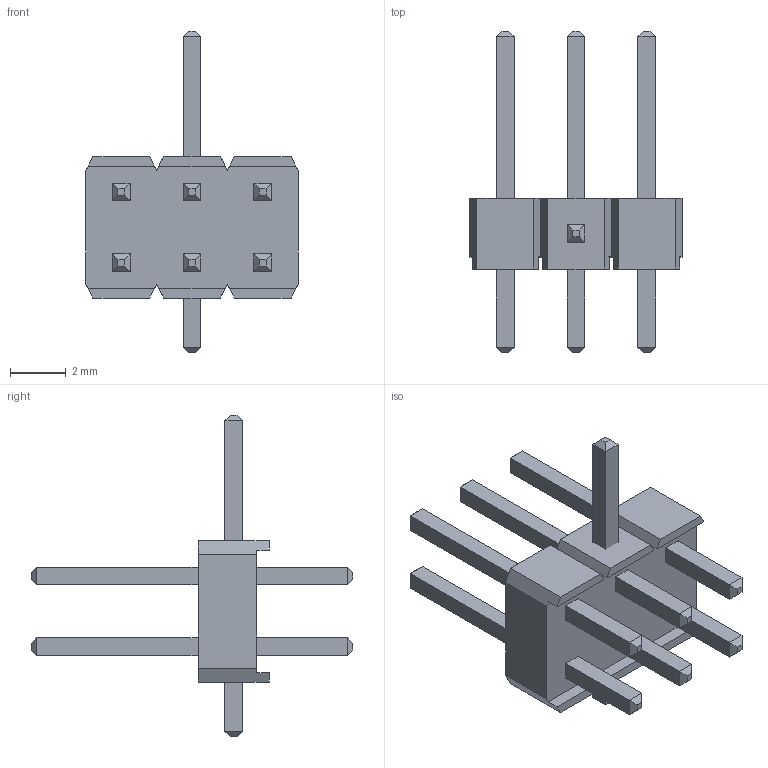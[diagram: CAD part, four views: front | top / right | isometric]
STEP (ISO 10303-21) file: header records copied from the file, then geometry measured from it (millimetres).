
FILE_DESCRIPTION( ( 'Unknown' ), '1' );
FILE_NAME( '61300621121.stp', 'Unknown', ( 'Unknown' ), ( 'Unknown' ), 'PSStep 14.0', 'Unknown', ' ' );
FILE_SCHEMA( ( 'AUTOMOTIVE_DESIGN { 1 0 10303 214 1 1 1 1 }' ) );
Length unit declared in the file: millimetre
Products named in the file (3): Assem1; 6130xx21121_PIN; 61300621121
Bounding box: 7.62 x 11.54 x 11.54 mm (x, y, z)
Volume: 185.7 mm3; surface area: 555.2 mm2
Topology: 9 solids, 9 shells, 214 faces, 532 edges, 336 vertices
Faces by surface type: plane 214
Entity records: 2888 total; most frequent: CARTESIAN_POINT 404, ORIENTED_EDGE 392, DIRECTION 356, EDGE_CURVE 196, LINE 196, VECTOR 196, VERTEX_POINT 128, EDGE_LOOP 84
